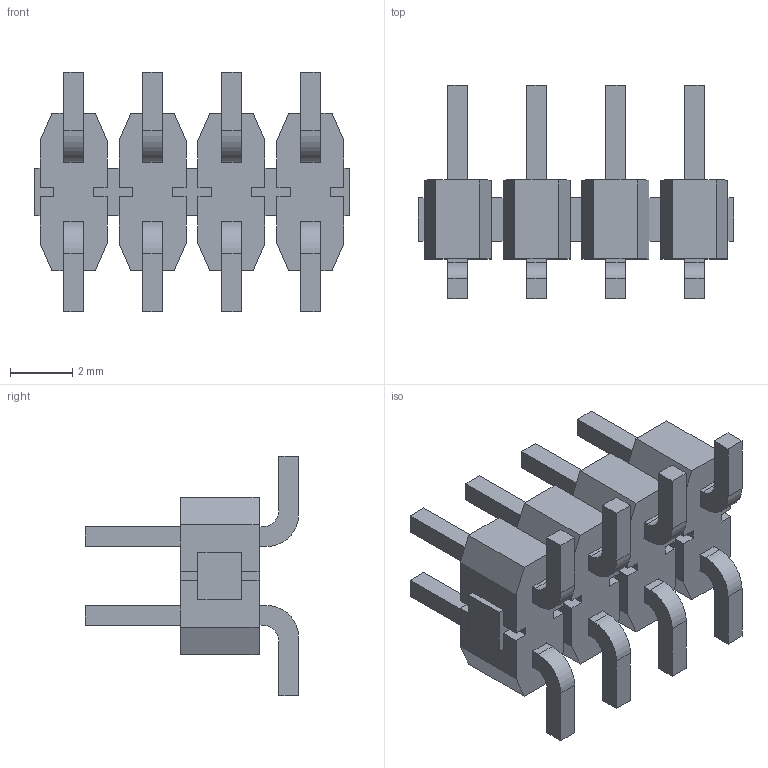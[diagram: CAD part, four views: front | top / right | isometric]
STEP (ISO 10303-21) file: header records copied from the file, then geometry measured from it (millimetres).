
FILE_DESCRIPTION(/* description */ ('STEP AP214'),/* implementation_level */ '2;1');
FILE_NAME(/* name */ 'TSM-104-04-S-DV',/* time_stamp */ '2025-06-06T15:22:32+02:00',/* author */ ('License CC BY-ND 4.0'),/* organization */ ('CADENAS'),/* preprocessor_version */ 'ST-DEVELOPER v19.3',/* originating_system */ 'PARTsolutions',/* authorisation */ ' ');
FILE_SCHEMA (('AUTOMOTIVE_DESIGN {1 0 10303 214 3 1 1}'));
Length unit declared in the file: inch
Products named in the file (4): TSM-104-04-S-DV; TSM-104-04-DV_body; T-1S6-21-S(-04-4-DV); T-1S6-21-S(-04-4-DV)2
Assembly tree (3 placements, depth 2):
  TSM-104-04-S-DV
    TSM-104-04-DV_body
    T-1S6-21-S(-04-4-DV)
    T-1S6-21-S(-04-4-DV)2
Bounding box: 10.16 x 6.86 x 7.7 mm (x, y, z)
Volume: 128 mm3; surface area: 494.6 mm2
Topology: 3 solids, 3 shells, 306 faces, 900 edges, 600 vertices
Faces by surface type: plane 290, cylinder 16
Entity records: 10133 total; most frequent: CARTESIAN_POINT 1810, ORIENTED_EDGE 1800, DIRECTION 1552, EDGE_CURVE 900, LINE 868, VECTOR 868, VERTEX_POINT 600, AXIS2_PLACEMENT_3D 342
